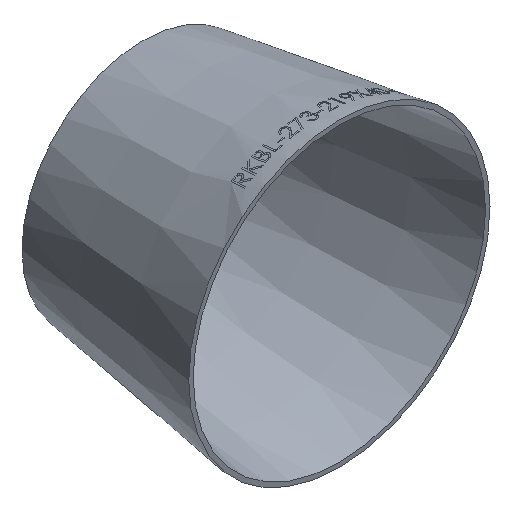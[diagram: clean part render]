
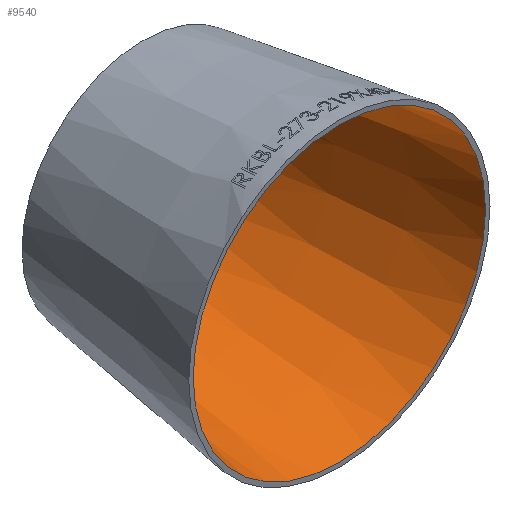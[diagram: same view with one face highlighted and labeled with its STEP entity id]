
A CAD part, isometric view. The second image highlights one B-rep face of the part: STEP entity #9540.
In plain terms, the highlighted conical face has half-angle 8.609 degrees and reference radius 132.454 mm.
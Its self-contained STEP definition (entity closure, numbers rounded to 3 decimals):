
#2681 = CIRCLE ( 'NONE', #18958, 105.504 ) ;
#3898 = DIRECTION ( 'NONE',  ( 0., 0., -1. ) ) ;
#4799 = CARTESIAN_POINT ( 'NONE',  ( 0., 0., 0. ) ) ;
#5293 = ORIENTED_EDGE ( 'NONE', *, *, #20338, .F. ) ;
#6092 = CARTESIAN_POINT ( 'NONE',  ( 0., 0., 0. ) ) ;
#9138 = DIRECTION ( 'NONE',  ( 0., -1., 0. ) ) ;
#9540 = ADVANCED_FACE ( 'NONE', ( #23853, #10145 ), #26210, .F. ) ;
#10145 = FACE_OUTER_BOUND ( 'NONE', #28746, .T. ) ;
#12401 = VERTEX_POINT ( 'NONE', #12697 ) ;
#12464 = ORIENTED_EDGE ( 'NONE', *, *, #17329, .T. ) ;
#12697 = CARTESIAN_POINT ( 'NONE',  ( 0., 178., -105.504 ) ) ;
#13086 = CARTESIAN_POINT ( 'NONE',  ( 0., 178., 0. ) ) ;
#13223 = AXIS2_PLACEMENT_3D ( 'NONE', #6092, #17141, #3898 ) ;
#14063 = CIRCLE ( 'NONE', #15005, 132.454 ) ;
#15005 = AXIS2_PLACEMENT_3D ( 'NONE', #4799, #20521, #27040 ) ;
#15305 = EDGE_LOOP ( 'NONE', ( #5293 ) ) ;
#17141 = DIRECTION ( 'NONE',  ( 0., -1., 0. ) ) ;
#17329 = EDGE_CURVE ( 'NONE', #25096, #25096, #14063, .T. ) ;
#18028 = DIRECTION ( 'NONE',  ( 0., 0., -1. ) ) ;
#18958 = AXIS2_PLACEMENT_3D ( 'NONE', #13086, #9138, #18028 ) ;
#19121 = CARTESIAN_POINT ( 'NONE',  ( 0., 0., -132.454 ) ) ;
#20338 = EDGE_CURVE ( 'NONE', #12401, #12401, #2681, .T. ) ;
#20521 = DIRECTION ( 'NONE',  ( 0., -1., 0. ) ) ;
#23853 = FACE_BOUND ( 'NONE', #15305, .T. ) ;
#25096 = VERTEX_POINT ( 'NONE', #19121 ) ;
#26210 = CONICAL_SURFACE ( 'NONE', #13223, 132.454, 0.15 ) ;
#27040 = DIRECTION ( 'NONE',  ( 0., 0., -1. ) ) ;
#28746 = EDGE_LOOP ( 'NONE', ( #12464 ) ) ;
